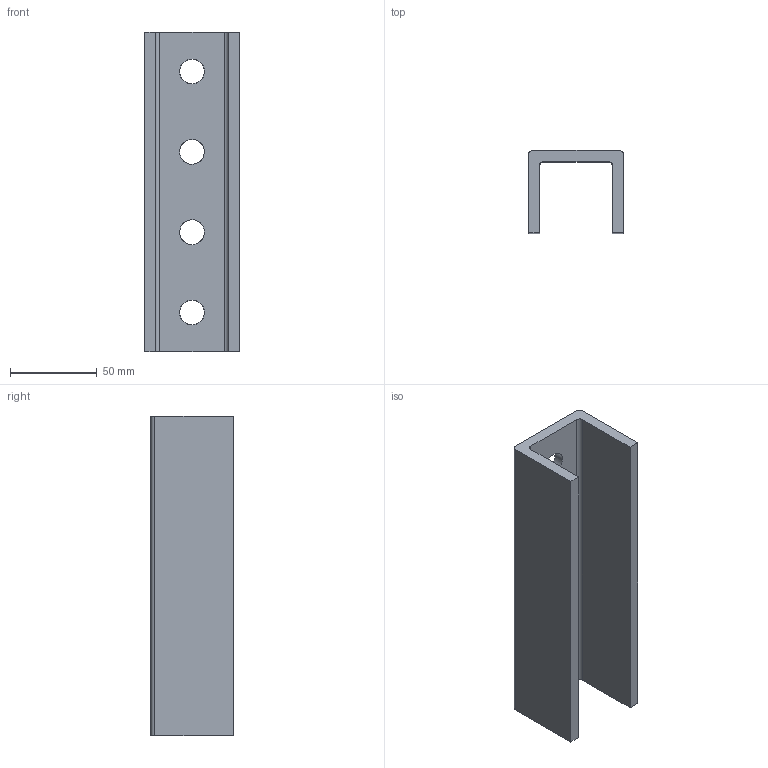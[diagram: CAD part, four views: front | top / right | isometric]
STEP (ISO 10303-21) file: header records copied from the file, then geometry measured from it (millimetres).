
FILE_DESCRIPTION(('TurboCAD Mac Pro'),'Build 980');
FILE_NAME('F50PU-2616.stp',' ',(''),(''),'ACIS Interop','IMSI','TurboCAD Mac Pro BY IMSI, INCORPORATED');
FILE_SCHEMA(('automotive_design'));
Length unit declared in the file: inch
Products named in the file (1): 1
Bounding box: 54.77 x 47.62 x 184.15 mm (x, y, z)
Volume: 156443.8 mm3; surface area: 53764 mm2
Topology: 1 solids, 1 shells, 30 faces, 84 edges, 56 vertices
Faces by surface type: bspline 20, plane 10
Entity records: 1476 total; most frequent: CARTESIAN_POINT 559, ORIENTED_EDGE 168, EDGE_CURVE 84, DIRECTION 66, VERTEX_POINT 56, LINE 44, VECTOR 44, B_SPLINE_CURVE_WITH_KNOTS 40
